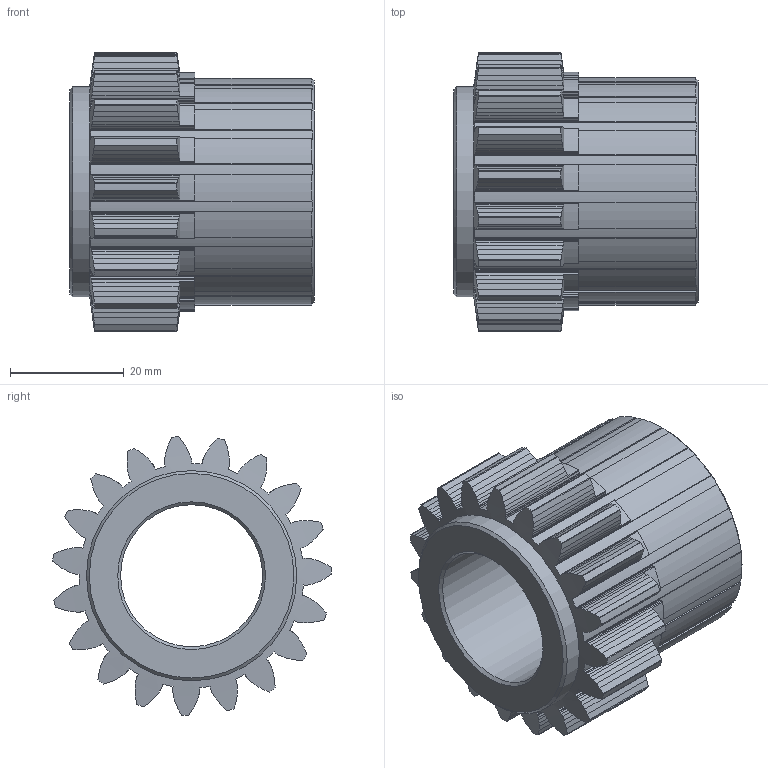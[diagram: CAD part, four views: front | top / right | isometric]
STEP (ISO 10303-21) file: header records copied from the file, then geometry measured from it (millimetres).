
FILE_DESCRIPTION(/* description */ ('Unknown'),/* implementation_level */ '2;1');
FILE_NAME(/* name */ 'pignon central V2',/* time_stamp */ '2021-10-10T09:48:40+02:00',/* author */ ('Unknown'),/* organization */ ('Unknown'),/* preprocessor_version */ 'ST-DEVELOPER v16.7',/* originating_system */ 'Solid Edge',/* authorisation */ 'Unknown');
FILE_SCHEMA (('AUTOMOTIVE_DESIGN {1 0 10303 214 3 1 1}'));
Length unit declared in the file: millimetre
Products named in the file (1): pignon central
Bounding box: 43 x 49.07 x 49.09 mm (x, y, z)
Volume: 36813.2 mm3; surface area: 13076.8 mm2
Topology: 1 solids, 1 shells, 503 faces, 1499 edges, 998 vertices
Faces by surface type: cylinder 420, plane 59, cone 24
Full cylindrical faces by diameter (mm): 25 x1, 37 x1
Entity records: 17384 total; most frequent: CARTESIAN_POINT 4700, ORIENTED_EDGE 2980, DIRECTION 2240, EDGE_CURVE 1490, VERTEX_POINT 996, AXIS2_PLACEMENT_3D 816, LINE 608, VECTOR 608
